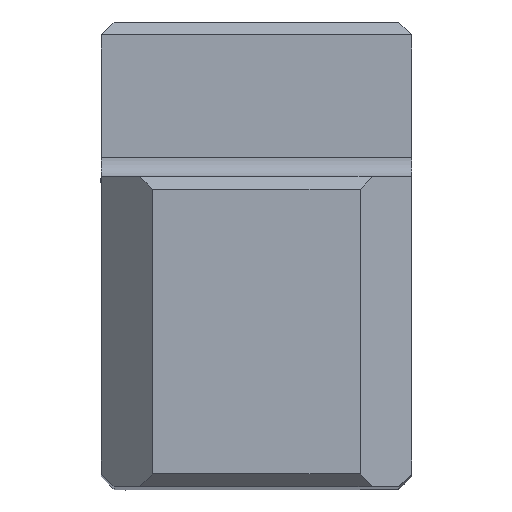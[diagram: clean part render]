
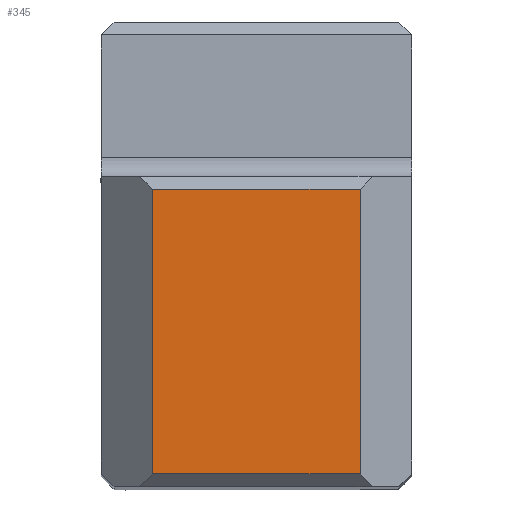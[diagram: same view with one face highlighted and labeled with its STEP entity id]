
A CAD part, top view. The second image highlights one B-rep face of the part: STEP entity #345.
In plain terms, the highlighted planar face has unit normal (0, 0, 1).
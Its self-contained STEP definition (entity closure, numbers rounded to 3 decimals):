
#134=LINE('',#1522,#218);
#135=LINE('',#1525,#219);
#136=LINE('',#1527,#220);
#137=LINE('',#1529,#221);
#218=VECTOR('',#1240,1.);
#219=VECTOR('',#1241,1.);
#220=VECTOR('',#1242,1.);
#221=VECTOR('',#1243,1.);
#290=FACE_OUTER_BOUND('',#468,.T.);
#345=ADVANCED_FACE('',(#290),#391,.F.);
#391=PLANE('',#1088);
#468=EDGE_LOOP('',(#560,#561,#562,#563));
#560=ORIENTED_EDGE('',*,*,#868,.T.);
#561=ORIENTED_EDGE('',*,*,#869,.T.);
#562=ORIENTED_EDGE('',*,*,#870,.T.);
#563=ORIENTED_EDGE('',*,*,#871,.T.);
#780=VERTEX_POINT('',#1523);
#781=VERTEX_POINT('',#1524);
#782=VERTEX_POINT('',#1526);
#783=VERTEX_POINT('',#1528);
#868=EDGE_CURVE('',#780,#781,#134,.T.);
#869=EDGE_CURVE('',#781,#782,#135,.T.);
#870=EDGE_CURVE('',#782,#783,#136,.T.);
#871=EDGE_CURVE('',#783,#780,#137,.T.);
#1088=AXIS2_PLACEMENT_3D('',#1530,#1244,#1245);
#1240=DIRECTION('',(0.,-1.,0.));
#1241=DIRECTION('',(1.,0.,0.));
#1242=DIRECTION('',(0.,1.,0.));
#1243=DIRECTION('',(-1.,0.,0.));
#1244=DIRECTION('',(0.,0.,-1.));
#1245=DIRECTION('',(0.,-1.,0.));
#1522=CARTESIAN_POINT('',(-9.992,0.,0.));
#1523=CARTESIAN_POINT('',(-9.992,11.475,0.));
#1524=CARTESIAN_POINT('',(-9.992,0.5,0.));
#1525=CARTESIAN_POINT('',(0.,0.5,0.));
#1526=CARTESIAN_POINT('',(-1.983,0.5,0.));
#1527=CARTESIAN_POINT('',(-1.983,0.,0.));
#1528=CARTESIAN_POINT('',(-1.983,11.475,0.));
#1529=CARTESIAN_POINT('',(0.,11.475,0.));
#1530=CARTESIAN_POINT('',(0.,0.,0.));
